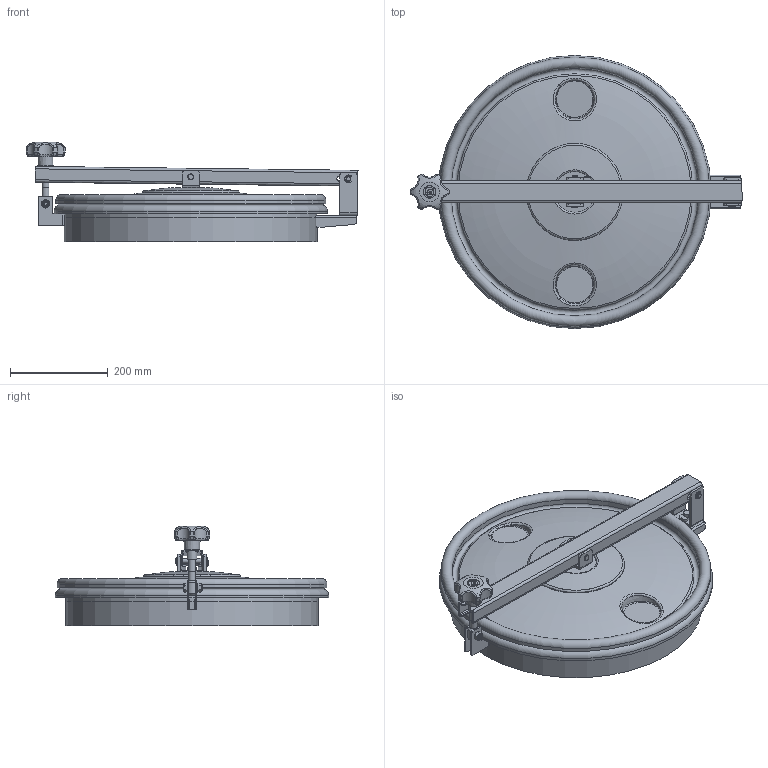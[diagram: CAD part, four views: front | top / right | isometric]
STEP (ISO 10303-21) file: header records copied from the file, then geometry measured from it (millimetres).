
FILE_DESCRIPTION(/* description */ ('Unknown'),/* implementation_level */ '2;1');
FILE_NAME(/* name */ 'FA45E7100 MOD N_270',/* time_stamp */ '2016-07-01T16:54:26+02:00',/* author */ ('Unknown'),/* organization */ ('Unknown'),/* preprocessor_version */ 'ST-DEVELOPER v16',/* originating_system */ 'DEX',/* authorisation */ $);
FILE_SCHEMA (('AUTOMOTIVE_DESIGN {1 0 10303 214 3 1 1}'));
Length unit declared in the file: millimetre
Products named in the file (22): FA45E7100 MOD N_270; 7TA4500-3 rev 01; 8AL83-86 rev 02; 81045; 81051 rev 01; 97321; 94171 rev 0; 94170 rev 0; 94171_1 rev 0; 91005 rev 03; 95012; 95206; 81085; 95011; 95420; 71047 rev 01; 93003 rev 01; 7CA4500; 8AS206 rev 02; 81002; 9617 assieme; 82053 rev 04
Assembly tree (24 placements, depth 3):
  FA45E7100 MOD N_270
    7TA4500-3 rev 01
      8AL83-86 rev 02
      81045
      81051 rev 01
    97321
    94171 rev 0
      94170 rev 0
      94171_1 rev 0
    91005 rev 03
    95012
    95206  x2
    81085
    95011
    95420  x2
    71047 rev 01
    93003 rev 01  x2
    7CA4500
      8AS206 rev 02
      81002
    9617 assieme
    82053 rev 04
Bounding box: 679.18 x 559 x 204 mm (x, y, z)
Volume: 2059366.3 mm3; surface area: 1327690.3 mm2
Topology: 21 solids, 21 shells, 3383 faces, 6497 edges, 3139 vertices
Faces by surface type: plane 1657, cone 1346, cylinder 205, bspline 100, torus 67, sphere 8
Full cylindrical faces by diameter (mm): 8 x2, 8.5 x2, 10 x6, 10.2 x2, 10.25 x4, 10.5 x4, 11.835 x1, 12 x2, 12.09 x2, 12.5 x1, 14 x2, 16.5 x2, 17 x1, 18.5 x2, 18.6 x1, 20 x2, 21.7 x1, 22 x2, 25 x1, 25.8 x1, 84 x1, 88 x1, 194 x1, 198 x1, 507 x1, 511 x1, 511.005 x1, 517.005 x1, 548 x1, 552 x1
Entity records: 108421 total; most frequent: CARTESIAN_POINT 27840, ORIENTED_EDGE 12398, DIRECTION 11840, EDGE_CURVE 6199, AXIS2_PLACEMENT_3D 5248, FACE_BOUND 3485, EDGE_LOOP 3484, ADVANCED_FACE 3328
